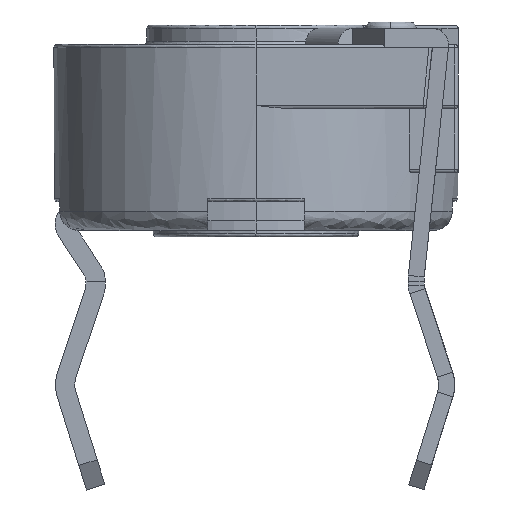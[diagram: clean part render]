
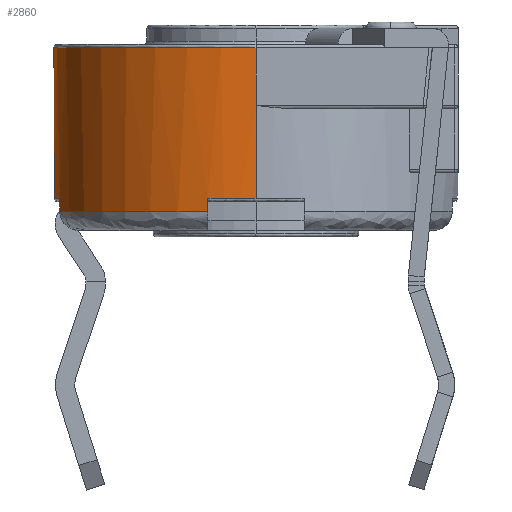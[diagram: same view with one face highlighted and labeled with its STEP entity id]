
A CAD part, left-side view. The second image highlights one B-rep face of the part: STEP entity #2860.
In plain terms, the highlighted cylindrical face has radius 3.15 mm (diameter 6.3 mm), a partial arc.
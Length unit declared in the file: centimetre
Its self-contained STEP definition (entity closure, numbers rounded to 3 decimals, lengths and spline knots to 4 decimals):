
#39 = AXIS2_PLACEMENT_3D ( 'NONE', #16961, #8377, #14146 ) ;
#692 = DIRECTION ( 'NONE',  ( 0., 0., -1. ) ) ;
#721 = ORIENTED_EDGE ( 'NONE', *, *, #5848, .T. ) ;
#821 = VERTEX_POINT ( 'NONE', #16985 ) ;
#877 = CIRCLE ( 'NONE', #11412, 0.315 ) ;
#1236 = DIRECTION ( 'NONE',  ( -1., 0., 0. ) ) ;
#1746 = DIRECTION ( 'NONE',  ( 0., 0., 1. ) ) ;
#1761 = ORIENTED_EDGE ( 'NONE', *, *, #18306, .F. ) ;
#1794 = CARTESIAN_POINT ( 'NONE',  ( 0., 0., 0.365 ) ) ;
#1822 = CIRCLE ( 'NONE', #12345, 0.315 ) ;
#2051 = ORIENTED_EDGE ( 'NONE', *, *, #18308, .T. ) ;
#2386 = VECTOR ( 'NONE', #8342, 100. ) ;
#2620 = CIRCLE ( 'NONE', #9530, 0.315 ) ;
#2652 = VERTEX_POINT ( 'NONE', #5840 ) ;
#2768 = ORIENTED_EDGE ( 'NONE', *, *, #17597, .T. ) ;
#2819 = CARTESIAN_POINT ( 'NONE',  ( 0.315, 0., 0.4 ) ) ;
#2860 = ADVANCED_FACE ( 'NONE', ( #16954 ), #10056, .T. ) ;
#3009 = CIRCLE ( 'NONE', #39, 0.315 ) ;
#3021 = ORIENTED_EDGE ( 'NONE', *, *, #12775, .T. ) ;
#3382 = CARTESIAN_POINT ( 'NONE',  ( 0.3059, 0.075, 0.13 ) ) ;
#3487 = CARTESIAN_POINT ( 'NONE',  ( -0.075, 0.3059, 0.13 ) ) ;
#3820 = AXIS2_PLACEMENT_3D ( 'NONE', #3960, #4141, #1236 ) ;
#3960 = CARTESIAN_POINT ( 'NONE',  ( 0., 0., 0.11 ) ) ;
#4056 = CARTESIAN_POINT ( 'NONE',  ( -0.3059, 0.075, 0.13 ) ) ;
#4132 = VERTEX_POINT ( 'NONE', #4056 ) ;
#4141 = DIRECTION ( 'NONE',  ( 0., 0., 1. ) ) ;
#4192 = CARTESIAN_POINT ( 'NONE',  ( 0.3059, 0.075, 0.11 ) ) ;
#4316 = VERTEX_POINT ( 'NONE', #6166 ) ;
#4365 = EDGE_CURVE ( 'NONE', #8932, #16117, #4819, .T. ) ;
#4598 = CARTESIAN_POINT ( 'NONE',  ( 0., 0., 0.4 ) ) ;
#4623 = DIRECTION ( 'NONE',  ( 0., 0., -1. ) ) ;
#4819 = LINE ( 'NONE', #9064, #14925 ) ;
#4835 = CARTESIAN_POINT ( 'NONE',  ( -0.315, 0., 0.13 ) ) ;
#4995 = CARTESIAN_POINT ( 'NONE',  ( 0.3059, 0.075, 0.4 ) ) ;
#5150 = EDGE_CURVE ( 'NONE', #11297, #4132, #16875, .T. ) ;
#5265 = VERTEX_POINT ( 'NONE', #5737 ) ;
#5353 = DIRECTION ( 'NONE',  ( 0., 0., 1. ) ) ;
#5481 = VECTOR ( 'NONE', #11946, 100. ) ;
#5590 = LINE ( 'NONE', #6933, #2386 ) ;
#5737 = CARTESIAN_POINT ( 'NONE',  ( 0.075, 0.3059, 0.13 ) ) ;
#5791 = DIRECTION ( 'NONE',  ( 0., 0., 1. ) ) ;
#5840 = CARTESIAN_POINT ( 'NONE',  ( 0.315, 0., 0.275 ) ) ;
#5848 = EDGE_CURVE ( 'NONE', #12925, #5265, #5590, .T. ) ;
#5972 = CARTESIAN_POINT ( 'NONE',  ( 0., 0., 0.11 ) ) ;
#6098 = DIRECTION ( 'NONE',  ( -1., 0., 0. ) ) ;
#6166 = CARTESIAN_POINT ( 'NONE',  ( -0.315, 0., 0.365 ) ) ;
#6363 = CARTESIAN_POINT ( 'NONE',  ( -0.315, 0., 0.275 ) ) ;
#6432 = CARTESIAN_POINT ( 'NONE',  ( -0.075, 0.3059, 0.11 ) ) ;
#6933 = CARTESIAN_POINT ( 'NONE',  ( 0.075, 0.3059, 0.4 ) ) ;
#6950 = CARTESIAN_POINT ( 'NONE',  ( 0.075, 0.3059, 0.11 ) ) ;
#7182 = CARTESIAN_POINT ( 'NONE',  ( -0.3059, 0.075, 0.11 ) ) ;
#7490 = CARTESIAN_POINT ( 'NONE',  ( 0.315, 0., 0.4 ) ) ;
#7724 = VECTOR ( 'NONE', #16238, 100. ) ;
#7990 = DIRECTION ( 'NONE',  ( 0., 0., -1. ) ) ;
#8342 = DIRECTION ( 'NONE',  ( 0., 0., 1. ) ) ;
#8377 = DIRECTION ( 'NONE',  ( 0., 0., 1. ) ) ;
#8741 = AXIS2_PLACEMENT_3D ( 'NONE', #4598, #15912, #6098 ) ;
#8932 = VERTEX_POINT ( 'NONE', #6363 ) ;
#8982 = VERTEX_POINT ( 'NONE', #6432 ) ;
#9064 = CARTESIAN_POINT ( 'NONE',  ( -0.315, 0., 0.4 ) ) ;
#9099 = EDGE_CURVE ( 'NONE', #15245, #8982, #16093, .T. ) ;
#9111 = CARTESIAN_POINT ( 'NONE',  ( -0.075, 0.3059, 0.4 ) ) ;
#9332 = LINE ( 'NONE', #4995, #7724 ) ;
#9530 = AXIS2_PLACEMENT_3D ( 'NONE', #1794, #4623, #16302 ) ;
#9767 = EDGE_CURVE ( 'NONE', #18624, #14566, #9332, .T. ) ;
#9824 = CIRCLE ( 'NONE', #3820, 0.315 ) ;
#9879 = CARTESIAN_POINT ( 'NONE',  ( 0.315, 0., 0.13 ) ) ;
#10056 = CYLINDRICAL_SURFACE ( 'NONE', #8741, 0.315 ) ;
#10268 = CIRCLE ( 'NONE', #15093, 0.315 ) ;
#10285 = VERTEX_POINT ( 'NONE', #9879 ) ;
#10352 = EDGE_CURVE ( 'NONE', #4316, #8932, #18072, .T. ) ;
#10497 = CARTESIAN_POINT ( 'NONE',  ( 0., 0., 0.13 ) ) ;
#11297 = VERTEX_POINT ( 'NONE', #7182 ) ;
#11355 = DIRECTION ( 'NONE',  ( -1., 0., 0. ) ) ;
#11412 = AXIS2_PLACEMENT_3D ( 'NONE', #10497, #16162, #14864 ) ;
#11735 = DIRECTION ( 'NONE',  ( -1., 0., 0. ) ) ;
#11930 = EDGE_CURVE ( 'NONE', #10285, #18624, #10268, .T. ) ;
#11946 = DIRECTION ( 'NONE',  ( 0., 0., -1. ) ) ;
#12345 = AXIS2_PLACEMENT_3D ( 'NONE', #5972, #5791, #11735 ) ;
#12354 = ORIENTED_EDGE ( 'NONE', *, *, #9099, .T. ) ;
#12775 = EDGE_CURVE ( 'NONE', #4132, #16117, #3009, .T. ) ;
#12780 = CARTESIAN_POINT ( 'NONE',  ( 0., 0., 0.13 ) ) ;
#12925 = VERTEX_POINT ( 'NONE', #6950 ) ;
#13204 = ORIENTED_EDGE ( 'NONE', *, *, #10352, .F. ) ;
#13258 = LINE ( 'NONE', #7490, #16552 ) ;
#13911 = ORIENTED_EDGE ( 'NONE', *, *, #15450, .T. ) ;
#14066 = VECTOR ( 'NONE', #14526, 100. ) ;
#14146 = DIRECTION ( 'NONE',  ( -1., 0., 0. ) ) ;
#14293 = ORIENTED_EDGE ( 'NONE', *, *, #14959, .T. ) ;
#14308 = ORIENTED_EDGE ( 'NONE', *, *, #4365, .F. ) ;
#14375 = DIRECTION ( 'NONE',  ( 0., 0., 1. ) ) ;
#14526 = DIRECTION ( 'NONE',  ( 0., 0., -1. ) ) ;
#14566 = VERTEX_POINT ( 'NONE', #4192 ) ;
#14864 = DIRECTION ( 'NONE',  ( -1., 0., 0. ) ) ;
#14925 = VECTOR ( 'NONE', #692, 100. ) ;
#14959 = EDGE_CURVE ( 'NONE', #4316, #821, #2620, .T. ) ;
#15093 = AXIS2_PLACEMENT_3D ( 'NONE', #12780, #14375, #11355 ) ;
#15245 = VERTEX_POINT ( 'NONE', #3487 ) ;
#15303 = EDGE_CURVE ( 'NONE', #14566, #12925, #9824, .T. ) ;
#15450 = EDGE_CURVE ( 'NONE', #2652, #10285, #17247, .T. ) ;
#15466 = ORIENTED_EDGE ( 'NONE', *, *, #5150, .T. ) ;
#15607 = EDGE_LOOP ( 'NONE', ( #1761, #13911, #16432, #16732, #15664, #721, #2768, #12354, #2051, #15466, #3021, #14308, #13204, #14293 ) ) ;
#15664 = ORIENTED_EDGE ( 'NONE', *, *, #15303, .T. ) ;
#15912 = DIRECTION ( 'NONE',  ( 0., 0., -1. ) ) ;
#16093 = LINE ( 'NONE', #9111, #5481 ) ;
#16117 = VERTEX_POINT ( 'NONE', #4835 ) ;
#16162 = DIRECTION ( 'NONE',  ( 0., 0., 1. ) ) ;
#16238 = DIRECTION ( 'NONE',  ( 0., 0., -1. ) ) ;
#16302 = DIRECTION ( 'NONE',  ( -1., 0., 0. ) ) ;
#16389 = CARTESIAN_POINT ( 'NONE',  ( -0.315, 0., 0.4 ) ) ;
#16432 = ORIENTED_EDGE ( 'NONE', *, *, #11930, .T. ) ;
#16552 = VECTOR ( 'NONE', #1746, 100. ) ;
#16732 = ORIENTED_EDGE ( 'NONE', *, *, #9767, .T. ) ;
#16778 = CARTESIAN_POINT ( 'NONE',  ( -0.3059, 0.075, 0.4 ) ) ;
#16779 = VECTOR ( 'NONE', #7990, 100. ) ;
#16875 = LINE ( 'NONE', #16778, #17125 ) ;
#16954 = FACE_OUTER_BOUND ( 'NONE', #15607, .T. ) ;
#16961 = CARTESIAN_POINT ( 'NONE',  ( 0., 0., 0.13 ) ) ;
#16985 = CARTESIAN_POINT ( 'NONE',  ( 0.315, 0., 0.365 ) ) ;
#17125 = VECTOR ( 'NONE', #5353, 100. ) ;
#17247 = LINE ( 'NONE', #2819, #14066 ) ;
#17597 = EDGE_CURVE ( 'NONE', #5265, #15245, #877, .T. ) ;
#18072 = LINE ( 'NONE', #16389, #16779 ) ;
#18306 = EDGE_CURVE ( 'NONE', #2652, #821, #13258, .T. ) ;
#18308 = EDGE_CURVE ( 'NONE', #8982, #11297, #1822, .T. ) ;
#18624 = VERTEX_POINT ( 'NONE', #3382 ) ;
